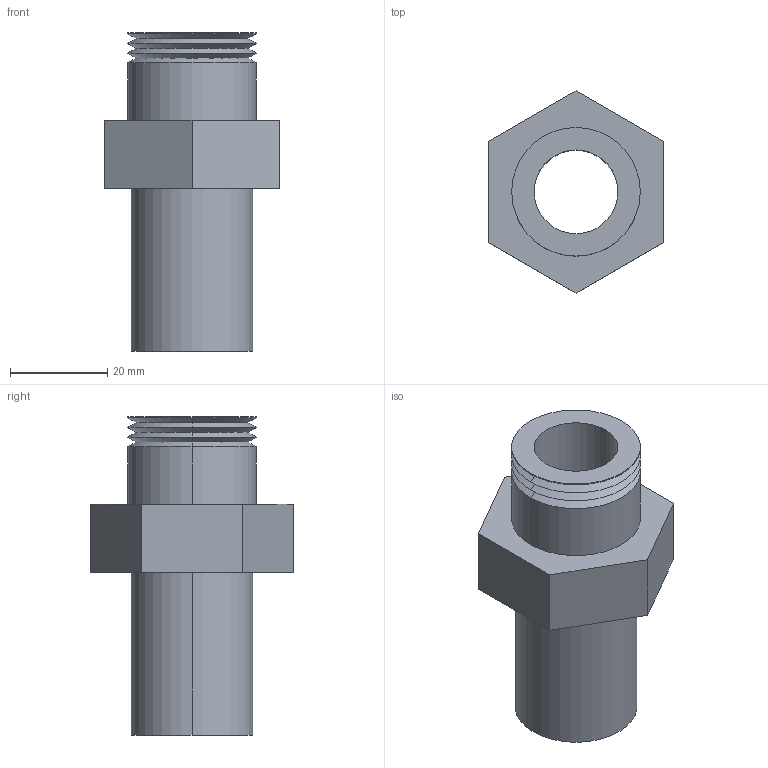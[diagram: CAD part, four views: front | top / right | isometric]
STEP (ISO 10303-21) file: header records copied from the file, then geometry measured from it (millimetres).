
FILE_DESCRIPTION (( 'STEP AP203' ), '1' );
FILE_NAME ('Transition Adaptor Pe Male_001 117 6210 0025.step', '2020-01-02T11:28:22', ( '' ), ( '' ), 'SwSTEP 2.0', 'SolidWorks 2019', '' );
FILE_SCHEMA (( 'CONFIG_CONTROL_DESIGN' ));
Length unit declared in the file: millimetre
Products named in the file (1): Transition Adaptor Pe Male_001 117 6210 0025
Bounding box: 36 x 41.57 x 65.5 mm (x, y, z)
Volume: 25874.1 mm3; surface area: 11653.7 mm2
Topology: 1 solids, 1 shells, 34 faces, 72 edges, 42 vertices
Faces by surface type: cone 14, cylinder 10, plane 10
Entity records: 983 total; most frequent: DIRECTION 172, CARTESIAN_POINT 149, ORIENTED_EDGE 144, EDGE_CURVE 72, AXIS2_PLACEMENT_3D 65, LINE 42, VECTOR 42, VERTEX_POINT 42
